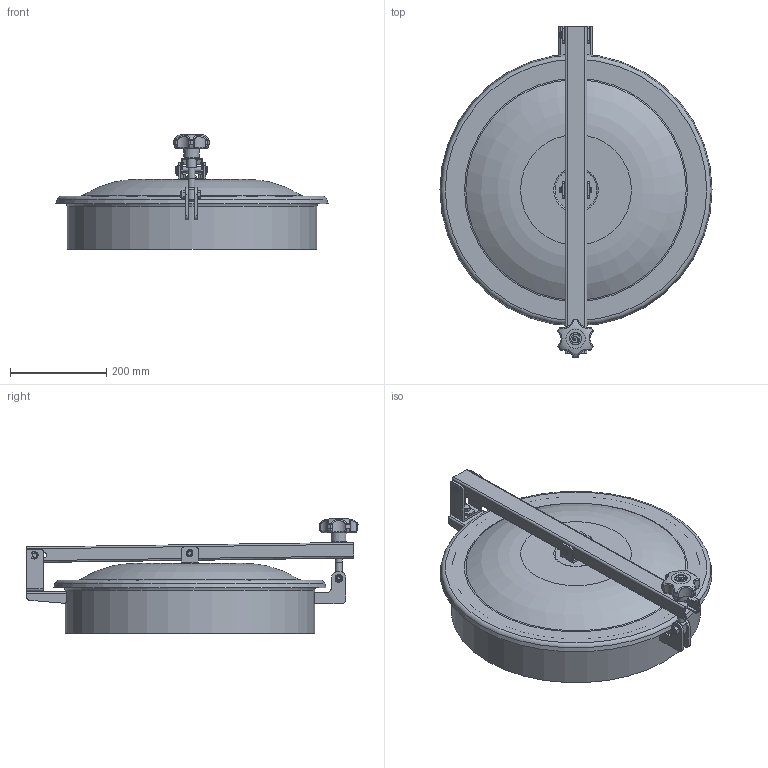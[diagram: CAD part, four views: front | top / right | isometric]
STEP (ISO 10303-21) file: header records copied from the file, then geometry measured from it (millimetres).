
FILE_DESCRIPTION(/* description */ ('Unknown'),/* implementation_level */ '2;1');
FILE_NAME(/* name */ 'FA72E7100 MOD TV_500 rev 02',/* time_stamp */ '2016-07-01T16:55:38+02:00',/* author */ ('Unknown'),/* organization */ ('Unknown'),/* preprocessor_version */ 'ST-DEVELOPER v16',/* originating_system */ 'DEX',/* authorisation */ $);
FILE_SCHEMA (('AP242_MANAGED_MODEL_BASED_3D_ENGINEERING_MIM_LF { 1 0 10303 442 1 1 4 }','AUTOMOTIVE_DESIGN {1 0 10303 214 3 1 1}'));
Length unit declared in the file: millimetre
Products named in the file (22): FA72E7100 MOD TV_500 rev 02; 7TA7200-2 rev 0; 8AL38-40 rev 0; 81046 rev 01; 81051 rev 01; 7CA7200; 8AS207 rev 01; 81002; 9631 assieme; 91005 rev 03; 71043 rev 01; 81085; 82053 rev 04; 94171 rev 0; 94170 rev 0; 94171_1 rev 0; 93003 rev 01; 95420; 95011; 95206; 95013; 97321
Assembly tree (25 placements, depth 3):
  FA72E7100 MOD TV_500 rev 02
    7TA7200-2 rev 0
      8AL38-40 rev 0
      81046 rev 01  x2
      81051 rev 01
    7CA7200
      8AS207 rev 01
      81002
    9631 assieme
    91005 rev 03
    71043 rev 01
    81085
    82053 rev 04
    94171 rev 0
      94170 rev 0
      94171_1 rev 0
    93003 rev 01  x2
    95420  x2
    95011
    95206  x2
    95013
    97321
Bounding box: 565 x 689.2 x 238 mm (x, y, z)
Volume: 2103633.1 mm3; surface area: 1321383.1 mm2
Topology: 22 solids, 22 shells, 3364 faces, 6428 edges, 3097 vertices
Faces by surface type: plane 1661, cone 1348, cylinder 195, bspline 92, torus 62, sphere 6
Full cylindrical faces by diameter (mm): 8 x2, 8.5 x2, 10 x6, 10.2 x4, 10.25 x2, 10.5 x4, 11.835 x1, 12 x2, 12.09 x2, 12.5 x1, 14 x2, 16.5 x2, 17 x1, 18.5 x2, 18.6 x1, 20 x2, 21.7 x1, 22 x2, 25 x1, 25.8 x1, 512 x1, 518 x1, 540 x1, 546 x1, 547 x1, 552.8 x1
Entity records: 105202 total; most frequent: CARTESIAN_POINT 25309, ORIENTED_EDGE 12242, DIRECTION 11718, EDGE_CURVE 6121, AXIS2_PLACEMENT_3D 5201, EDGE_LOOP 3450, FACE_BOUND 3450, ADVANCED_FACE 3298
